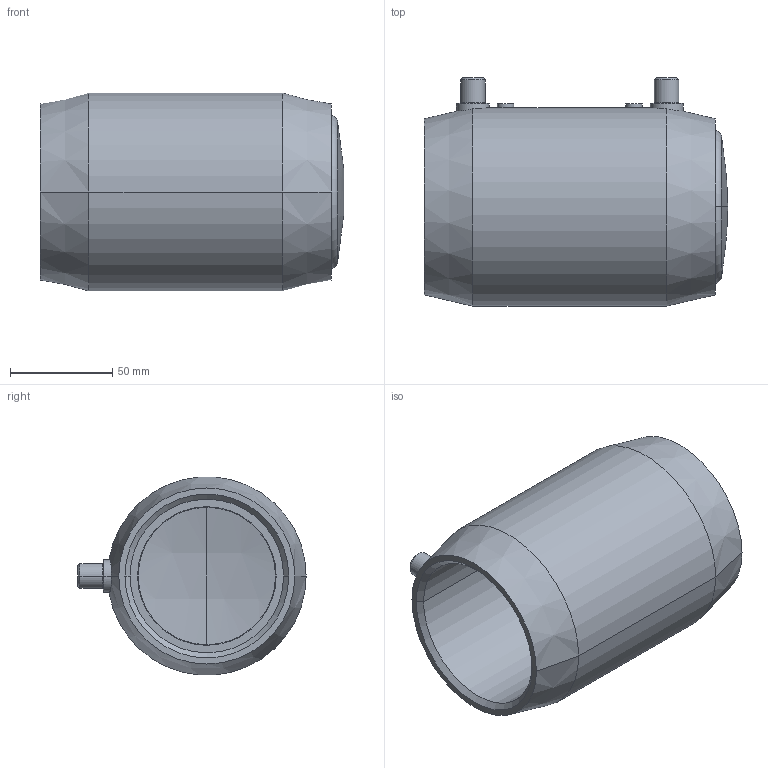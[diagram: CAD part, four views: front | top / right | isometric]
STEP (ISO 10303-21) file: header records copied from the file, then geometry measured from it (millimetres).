
FILE_DESCRIPTION( ( '' ), '1' );
FILE_NAME( 'CELE-A 075.stp', '2015-08-31T14:03:03', ( '' ), ( '' ), ' ', ' ', ' ' );
FILE_SCHEMA( ( 'automotive_design' ) );
Length unit declared in the file: millimetre
Products named in the file (1): 1
Bounding box: 148.09 x 111.5 x 96.67 mm (x, y, z)
Volume: 443470.5 mm3; surface area: 90079.9 mm2
Topology: 1 solids, 1 shells, 70 faces, 150 edges, 90 vertices
Faces by surface type: cylinder 30, cone 20, plane 12, sphere 4, torus 4
Entity records: 4068 total; most frequent: CARTESIAN_POINT 725, DIRECTION 362, STYLED_ITEM 311, PRESENTATION_STYLE_ASSIGNMENT 311, COLOUR_RGB 311, ORIENTED_EDGE 300, AXIS2_PLACEMENT_3D 155, EDGE_CURVE 150
